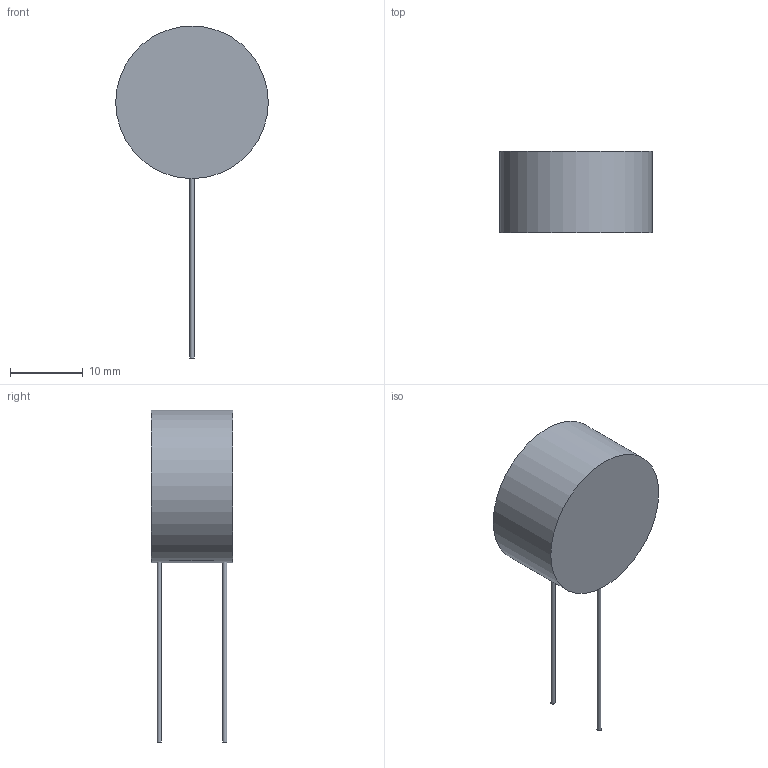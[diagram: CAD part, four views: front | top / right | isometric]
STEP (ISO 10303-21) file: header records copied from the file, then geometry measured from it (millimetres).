
FILE_DESCRIPTION( ( 'Unknown' ), '1' );
FILE_NAME( '7447060_maxSized.stp', 'Unknown', ( 'Unknown' ), ( 'Unknown' ), 'PSStep 21.0.46', 'Unknown', ' ' );
FILE_SCHEMA( ( 'AUTOMOTIVE_DESIGN { 1 0 10303 214 1 1 1 1 }' ) );
Length unit declared in the file: millimetre
Products named in the file (6): 7447060; turns; Core-T68A; Assem1; maxSized_Cylinder
Assembly tree (5 placements, depth 3):
  Assem1
    maxSized_Cylinder
    7447060
      turns
      turns
      Core-T68A
Bounding box: 21 x 11.2 x 45.69 mm (x, y, z)
Volume: 6666.1 mm3; surface area: 4387.5 mm2
Topology: 4 solids, 4 shells, 212 faces, 419 edges, 215 vertices
Faces by surface type: cylinder 100, torus 55, bspline 49, plane 8
Full cylindrical faces by diameter (mm): 0.6 x95, 8.58 x1, 9.2 x1, 17.7 x1, 18.32 x1, 21 x1
Entity records: 15313 total; most frequent: CARTESIAN_POINT 10110, DIRECTION 760, EDGE_LOOP 420, ORIENTED_EDGE 420, FACE_OUTER_BOUND 416, AXIS2_PLACEMENT_3D 380, STYLED_ITEM 212, PRESENTATION_STYLE_ASSIGNMENT 212
